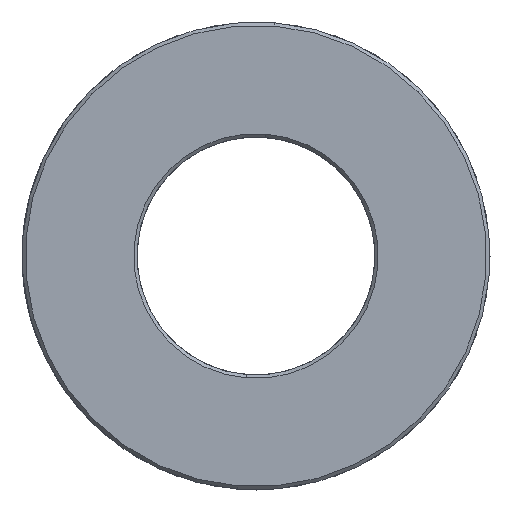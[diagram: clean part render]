
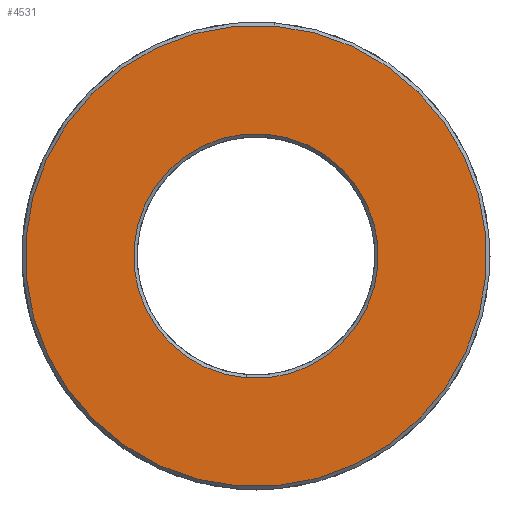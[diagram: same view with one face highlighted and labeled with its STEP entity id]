
A CAD part, front view. The second image highlights one B-rep face of the part: STEP entity #4531.
In plain terms, the highlighted planar face has unit normal (0, -1, 0).
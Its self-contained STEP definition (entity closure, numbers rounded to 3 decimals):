
#29 = CARTESIAN_POINT ( 'NONE',  ( 0., -17.05, 0. ) ) ;
#103 = AXIS2_PLACEMENT_3D ( 'NONE', #1809, #3955, #1776 ) ;
#228 = EDGE_CURVE ( 'NONE', #2475, #1489, #5279, .T. ) ;
#232 = FACE_OUTER_BOUND ( 'NONE', #3607, .T. ) ;
#592 = EDGE_CURVE ( 'NONE', #3488, #1010, #4437, .T. ) ;
#631 = ORIENTED_EDGE ( 'NONE', *, *, #592, .T. ) ;
#680 = AXIS2_PLACEMENT_3D ( 'NONE', #2259, #5301, #4853 ) ;
#809 = EDGE_CURVE ( 'NONE', #1010, #3488, #3501, .T. ) ;
#855 = EDGE_LOOP ( 'NONE', ( #1864, #2866 ) ) ;
#1010 = VERTEX_POINT ( 'NONE', #2012 ) ;
#1321 = CARTESIAN_POINT ( 'NONE',  ( -2.792, -17.05, -34.387 ) ) ;
#1472 = DIRECTION ( 'NONE',  ( -0.081, 0., -0.997 ) ) ;
#1489 = VERTEX_POINT ( 'NONE', #3677 ) ;
#1776 = DIRECTION ( 'NONE',  ( -0.081, 0., -0.997 ) ) ;
#1809 = CARTESIAN_POINT ( 'NONE',  ( 0., -17.05, 0. ) ) ;
#1864 = ORIENTED_EDGE ( 'NONE', *, *, #2616, .T. ) ;
#1903 = DIRECTION ( 'NONE',  ( 0., 1., 0. ) ) ;
#1921 = AXIS2_PLACEMENT_3D ( 'NONE', #29, #4500, #2327 ) ;
#2012 = CARTESIAN_POINT ( 'NONE',  ( 2.792, -17.05, 34.387 ) ) ;
#2020 = DIRECTION ( 'NONE',  ( -0.081, 0., -0.997 ) ) ;
#2259 = CARTESIAN_POINT ( 'NONE',  ( 0., -17.05, 0. ) ) ;
#2327 = DIRECTION ( 'NONE',  ( -0.081, 0., -0.997 ) ) ;
#2471 = AXIS2_PLACEMENT_3D ( 'NONE', #4105, #1903, #1472 ) ;
#2475 = VERTEX_POINT ( 'NONE', #4682 ) ;
#2616 = EDGE_CURVE ( 'NONE', #1489, #2475, #4675, .T. ) ;
#2866 = ORIENTED_EDGE ( 'NONE', *, *, #228, .T. ) ;
#3232 = CARTESIAN_POINT ( 'NONE',  ( 0., -17.05, 0. ) ) ;
#3488 = VERTEX_POINT ( 'NONE', #1321 ) ;
#3501 = CIRCLE ( 'NONE', #5455, 34.5 ) ;
#3607 = EDGE_LOOP ( 'NONE', ( #4400, #631 ) ) ;
#3677 = CARTESIAN_POINT ( 'NONE',  ( -1.481, -17.05, -18.24 ) ) ;
#3955 = DIRECTION ( 'NONE',  ( 0., 1., 0. ) ) ;
#4105 = CARTESIAN_POINT ( 'NONE',  ( 0., -17.05, 0. ) ) ;
#4214 = DIRECTION ( 'NONE',  ( 0., -1., 0. ) ) ;
#4400 = ORIENTED_EDGE ( 'NONE', *, *, #809, .T. ) ;
#4437 = CIRCLE ( 'NONE', #1921, 34.5 ) ;
#4500 = DIRECTION ( 'NONE',  ( 0., -1., 0. ) ) ;
#4531 = ADVANCED_FACE ( 'NONE', ( #4808, #232 ), #5564, .T. ) ;
#4675 = CIRCLE ( 'NONE', #103, 18.3 ) ;
#4682 = CARTESIAN_POINT ( 'NONE',  ( 1.481, -17.05, 18.24 ) ) ;
#4808 = FACE_BOUND ( 'NONE', #855, .T. ) ;
#4853 = DIRECTION ( 'NONE',  ( -0.081, 0., -0.997 ) ) ;
#5279 = CIRCLE ( 'NONE', #2471, 18.3 ) ;
#5301 = DIRECTION ( 'NONE',  ( 0., -1., 0. ) ) ;
#5455 = AXIS2_PLACEMENT_3D ( 'NONE', #3232, #4214, #2020 ) ;
#5564 = PLANE ( 'NONE',  #680 ) ;
